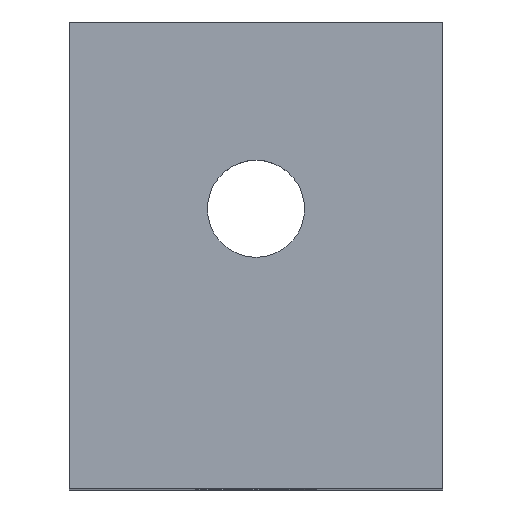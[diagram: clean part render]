
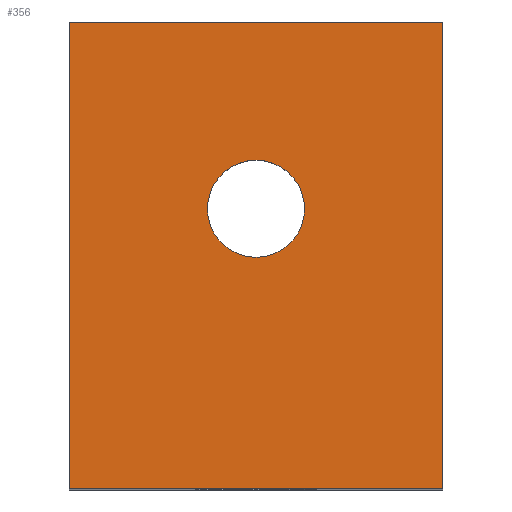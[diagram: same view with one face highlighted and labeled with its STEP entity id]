
A CAD part, top view. The second image highlights one B-rep face of the part: STEP entity #356.
In plain terms, the highlighted planar face has unit normal (0, 0, 1).
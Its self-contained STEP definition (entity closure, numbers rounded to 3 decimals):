
#10 = VECTOR ( 'NONE', #570, 1000. ) ;
#30 = ORIENTED_EDGE ( 'NONE', *, *, #217, .F. ) ;
#32 = VECTOR ( 'NONE', #451, 1000. ) ;
#33 = ORIENTED_EDGE ( 'NONE', *, *, #376, .T. ) ;
#93 = ORIENTED_EDGE ( 'NONE', *, *, #240, .T. ) ;
#98 = LINE ( 'NONE', #460, #159 ) ;
#101 = FACE_OUTER_BOUND ( 'NONE', #308, .T. ) ;
#118 = ORIENTED_EDGE ( 'NONE', *, *, #267, .F. ) ;
#122 = LINE ( 'NONE', #540, #32 ) ;
#140 = FACE_BOUND ( 'NONE', #338, .T. ) ;
#159 = VECTOR ( 'NONE', #440, 1000. ) ;
#165 = CIRCLE ( 'NONE', #221, 2.6 ) ;
#167 = LINE ( 'NONE', #478, #10 ) ;
#171 = VECTOR ( 'NONE', #528, 1000. ) ;
#196 = LINE ( 'NONE', #453, #171 ) ;
#207 = ORIENTED_EDGE ( 'NONE', *, *, #287, .T. ) ;
#208 = ORIENTED_EDGE ( 'NONE', *, *, #230, .T. ) ;
#211 = CIRCLE ( 'NONE', #216, 2.6 ) ;
#216 = AXIS2_PLACEMENT_3D ( 'NONE', #605, #457, #437 ) ;
#217 = EDGE_CURVE ( 'NONE', #588, #425, #98, .T. ) ;
#221 = AXIS2_PLACEMENT_3D ( 'NONE', #516, #552, #553 ) ;
#230 = EDGE_CURVE ( 'NONE', #611, #468, #211, .T. ) ;
#240 = EDGE_CURVE ( 'NONE', #468, #611, #165, .T. ) ;
#267 = EDGE_CURVE ( 'NONE', #425, #400, #167, .T. ) ;
#281 = AXIS2_PLACEMENT_3D ( 'NONE', #465, #599, #459 ) ;
#287 = EDGE_CURVE ( 'NONE', #514, #400, #196, .T. ) ;
#308 = EDGE_LOOP ( 'NONE', ( #207, #118, #30, #33 ) ) ;
#338 = EDGE_LOOP ( 'NONE', ( #93, #208 ) ) ;
#356 = ADVANCED_FACE ( 'NONE', ( #140, #101 ), #563, .F. ) ;
#376 = EDGE_CURVE ( 'NONE', #588, #514, #122, .T. ) ;
#400 = VERTEX_POINT ( 'NONE', #411 ) ;
#411 = CARTESIAN_POINT ( 'NONE',  ( 0., 0., 0. ) ) ;
#425 = VERTEX_POINT ( 'NONE', #596 ) ;
#437 = DIRECTION ( 'NONE',  ( 0., 1., 0. ) ) ;
#440 = DIRECTION ( 'NONE',  ( 0., -1., 0. ) ) ;
#451 = DIRECTION ( 'NONE',  ( -1., 0., 0. ) ) ;
#453 = CARTESIAN_POINT ( 'NONE',  ( 0., 25., 0. ) ) ;
#457 = DIRECTION ( 'NONE',  ( 0., 0., -1. ) ) ;
#459 = DIRECTION ( 'NONE',  ( 0., 1., 0. ) ) ;
#460 = CARTESIAN_POINT ( 'NONE',  ( 20., 25., 0. ) ) ;
#465 = CARTESIAN_POINT ( 'NONE',  ( 20., 25., 0. ) ) ;
#468 = VERTEX_POINT ( 'NONE', #484 ) ;
#478 = CARTESIAN_POINT ( 'NONE',  ( 20., 0., 0. ) ) ;
#484 = CARTESIAN_POINT ( 'NONE',  ( 10., 17.6, 0. ) ) ;
#502 = CARTESIAN_POINT ( 'NONE',  ( 0., 25., 0. ) ) ;
#514 = VERTEX_POINT ( 'NONE', #502 ) ;
#516 = CARTESIAN_POINT ( 'NONE',  ( 10., 15., 0. ) ) ;
#528 = DIRECTION ( 'NONE',  ( 0., -1., 0. ) ) ;
#540 = CARTESIAN_POINT ( 'NONE',  ( 20., 25., 0. ) ) ;
#552 = DIRECTION ( 'NONE',  ( 0., 0., -1. ) ) ;
#553 = DIRECTION ( 'NONE',  ( 0., 1., 0. ) ) ;
#563 = PLANE ( 'NONE',  #281 ) ;
#570 = DIRECTION ( 'NONE',  ( -1., 0., 0. ) ) ;
#588 = VERTEX_POINT ( 'NONE', #643 ) ;
#596 = CARTESIAN_POINT ( 'NONE',  ( 20., 0., 0. ) ) ;
#599 = DIRECTION ( 'NONE',  ( 0., 0., -1. ) ) ;
#600 = CARTESIAN_POINT ( 'NONE',  ( 10., 12.4, 0. ) ) ;
#605 = CARTESIAN_POINT ( 'NONE',  ( 10., 15., 0. ) ) ;
#611 = VERTEX_POINT ( 'NONE', #600 ) ;
#643 = CARTESIAN_POINT ( 'NONE',  ( 20., 25., 0. ) ) ;
